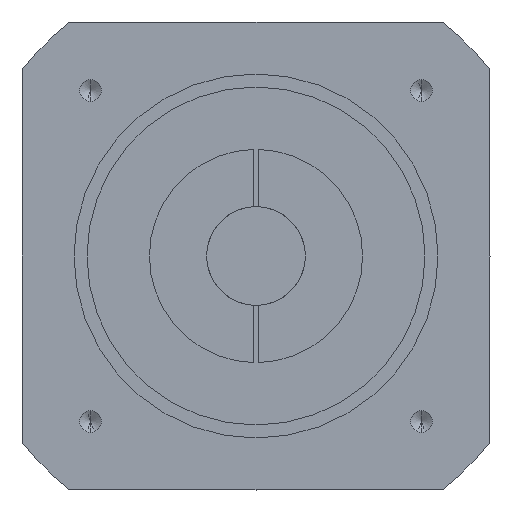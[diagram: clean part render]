
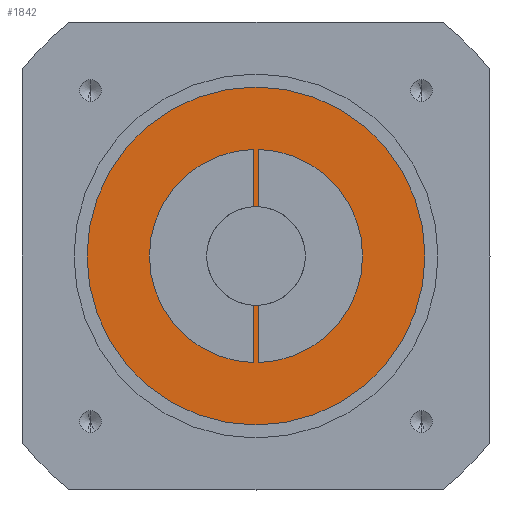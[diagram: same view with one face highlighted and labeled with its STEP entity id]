
A CAD part, front view. The second image highlights one B-rep face of the part: STEP entity #1842.
In plain terms, the highlighted planar face has unit normal (0, -1, 0).
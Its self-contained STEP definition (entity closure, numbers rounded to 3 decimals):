
#63 = CARTESIAN_POINT ( 'NONE',  ( 0., -26.5, 0. ) ) ;
#80 = PLANE ( 'NONE',  #1855 ) ;
#92 = CARTESIAN_POINT ( 'NONE',  ( 0., -26.5, -32.5 ) ) ;
#129 = VERTEX_POINT ( 'NONE', #764 ) ;
#192 = EDGE_CURVE ( 'NONE', #454, #2477, #2297, .T. ) ;
#245 = EDGE_CURVE ( 'NONE', #129, #1648, #1563, .T. ) ;
#269 = LINE ( 'NONE', #2361, #343 ) ;
#297 = DIRECTION ( 'NONE',  ( 0., 1., 0. ) ) ;
#303 = CARTESIAN_POINT ( 'NONE',  ( 0., -26.5, 0. ) ) ;
#325 = ORIENTED_EDGE ( 'NONE', *, *, #1376, .F. ) ;
#342 = CARTESIAN_POINT ( 'NONE',  ( 0., -26.5, 0. ) ) ;
#343 = VECTOR ( 'NONE', #999, 1000. ) ;
#359 = DIRECTION ( 'NONE',  ( 0., 0., 1. ) ) ;
#413 = ORIENTED_EDGE ( 'NONE', *, *, #2119, .T. ) ;
#418 = VERTEX_POINT ( 'NONE', #2960 ) ;
#424 = CIRCLE ( 'NONE', #1981, 9.5 ) ;
#436 = CARTESIAN_POINT ( 'NONE',  ( 0., -26.5, 32.5 ) ) ;
#452 = DIRECTION ( 'NONE',  ( 0., -1., 0. ) ) ;
#454 = VERTEX_POINT ( 'NONE', #2583 ) ;
#515 = VERTEX_POINT ( 'NONE', #1957 ) ;
#525 = EDGE_CURVE ( 'NONE', #418, #1208, #2936, .T. ) ;
#544 = DIRECTION ( 'NONE',  ( 0., 0., -1. ) ) ;
#573 = DIRECTION ( 'NONE',  ( 0., 0., -1. ) ) ;
#578 = CARTESIAN_POINT ( 'NONE',  ( 0.5, -26.5, 28.309 ) ) ;
#695 = ORIENTED_EDGE ( 'NONE', *, *, #525, .T. ) ;
#741 = CARTESIAN_POINT ( 'NONE',  ( 0.5, -26.5, -14.491 ) ) ;
#749 = AXIS2_PLACEMENT_3D ( 'NONE', #342, #1961, #573 ) ;
#764 = CARTESIAN_POINT ( 'NONE',  ( 0.5, -26.5, 9.487 ) ) ;
#774 = ORIENTED_EDGE ( 'NONE', *, *, #1846, .T. ) ;
#782 = CARTESIAN_POINT ( 'NONE',  ( 0., -26.5, 0. ) ) ;
#803 = ORIENTED_EDGE ( 'NONE', *, *, #1949, .T. ) ;
#826 = AXIS2_PLACEMENT_3D ( 'NONE', #1839, #452, #2068 ) ;
#833 = AXIS2_PLACEMENT_3D ( 'NONE', #63, #1199, #2796 ) ;
#882 = FACE_OUTER_BOUND ( 'NONE', #2563, .T. ) ;
#998 = CARTESIAN_POINT ( 'NONE',  ( 0., -26.5, 0. ) ) ;
#999 = DIRECTION ( 'NONE',  ( 0., 0., -1. ) ) ;
#1018 = DIRECTION ( 'NONE',  ( 0., 0., 1. ) ) ;
#1051 = ORIENTED_EDGE ( 'NONE', *, *, #192, .F. ) ;
#1060 = VERTEX_POINT ( 'NONE', #1864 ) ;
#1087 = DIRECTION ( 'NONE',  ( 0., -1., 0. ) ) ;
#1091 = CARTESIAN_POINT ( 'NONE',  ( 0., -26.5, 0. ) ) ;
#1199 = DIRECTION ( 'NONE',  ( 0., -1., 0. ) ) ;
#1202 = LINE ( 'NONE', #578, #2950 ) ;
#1208 = VERTEX_POINT ( 'NONE', #2804 ) ;
#1209 = EDGE_LOOP ( 'NONE', ( #2675, #774, #1051, #2748, #2363, #325, #803, #2239, #2025, #695 ) ) ;
#1213 = CARTESIAN_POINT ( 'NONE',  ( 14.5, -26.5, 0. ) ) ;
#1217 = CARTESIAN_POINT ( 'NONE',  ( -0.5, -26.5, 14.491 ) ) ;
#1219 = DIRECTION ( 'NONE',  ( 0., 0., 1. ) ) ;
#1262 = DIRECTION ( 'NONE',  ( 0., 0., -1. ) ) ;
#1267 = EDGE_CURVE ( 'NONE', #515, #1060, #2792, .T. ) ;
#1295 = EDGE_CURVE ( 'NONE', #418, #515, #424, .T. ) ;
#1323 = DIRECTION ( 'NONE',  ( 0., 0., 1. ) ) ;
#1376 = EDGE_CURVE ( 'NONE', #2550, #1648, #1435, .T. ) ;
#1435 = CIRCLE ( 'NONE', #2727, 14.5 ) ;
#1533 = EDGE_CURVE ( 'NONE', #2166, #1208, #1695, .T. ) ;
#1563 = LINE ( 'NONE', #2420, #2769 ) ;
#1631 = VERTEX_POINT ( 'NONE', #436 ) ;
#1648 = VERTEX_POINT ( 'NONE', #1878 ) ;
#1695 = CIRCLE ( 'NONE', #826, 14.5 ) ;
#1819 = AXIS2_PLACEMENT_3D ( 'NONE', #998, #2589, #1219 ) ;
#1839 = CARTESIAN_POINT ( 'NONE',  ( 0., -26.5, 0. ) ) ;
#1842 = ADVANCED_FACE ( 'NONE', ( #2104, #882 ), #80, .F. ) ;
#1846 = EDGE_CURVE ( 'NONE', #2166, #2477, #269, .T. ) ;
#1850 = CARTESIAN_POINT ( 'NONE',  ( -0.5, -26.5, 9.487 ) ) ;
#1855 = AXIS2_PLACEMENT_3D ( 'NONE', #1213, #297, #1927 ) ;
#1864 = CARTESIAN_POINT ( 'NONE',  ( 0.5, -26.5, -9.487 ) ) ;
#1872 = ORIENTED_EDGE ( 'NONE', *, *, #2218, .T. ) ;
#1878 = CARTESIAN_POINT ( 'NONE',  ( 0.5, -26.5, 14.491 ) ) ;
#1927 = DIRECTION ( 'NONE',  ( 0., 0., 1. ) ) ;
#1933 = DIRECTION ( 'NONE',  ( 0., -1., 0. ) ) ;
#1949 = EDGE_CURVE ( 'NONE', #2550, #1060, #1202, .T. ) ;
#1957 = CARTESIAN_POINT ( 'NONE',  ( 0., -26.5, -9.5 ) ) ;
#1961 = DIRECTION ( 'NONE',  ( 0., -1., 0. ) ) ;
#1981 = AXIS2_PLACEMENT_3D ( 'NONE', #782, #2382, #1018 ) ;
#2025 = ORIENTED_EDGE ( 'NONE', *, *, #1295, .F. ) ;
#2068 = DIRECTION ( 'NONE',  ( 0., 0., -1. ) ) ;
#2104 = FACE_BOUND ( 'NONE', #1209, .T. ) ;
#2119 = EDGE_CURVE ( 'NONE', #1631, #2173, #2741, .T. ) ;
#2166 = VERTEX_POINT ( 'NONE', #1217 ) ;
#2173 = VERTEX_POINT ( 'NONE', #92 ) ;
#2183 = DIRECTION ( 'NONE',  ( 0., 0., 1. ) ) ;
#2218 = EDGE_CURVE ( 'NONE', #2173, #1631, #2594, .T. ) ;
#2239 = ORIENTED_EDGE ( 'NONE', *, *, #1267, .F. ) ;
#2297 = CIRCLE ( 'NONE', #833, 9.5 ) ;
#2320 = VECTOR ( 'NONE', #1262, 1000. ) ;
#2361 = CARTESIAN_POINT ( 'NONE',  ( -0.5, -26.5, 28.309 ) ) ;
#2363 = ORIENTED_EDGE ( 'NONE', *, *, #245, .T. ) ;
#2382 = DIRECTION ( 'NONE',  ( 0., -1., 0. ) ) ;
#2387 = CARTESIAN_POINT ( 'NONE',  ( -0.5, -26.5, 28.309 ) ) ;
#2420 = CARTESIAN_POINT ( 'NONE',  ( 0.5, -26.5, 28.309 ) ) ;
#2456 = CARTESIAN_POINT ( 'NONE',  ( 0., -26.5, 0. ) ) ;
#2477 = VERTEX_POINT ( 'NONE', #1850 ) ;
#2545 = AXIS2_PLACEMENT_3D ( 'NONE', #303, #1933, #544 ) ;
#2550 = VERTEX_POINT ( 'NONE', #741 ) ;
#2563 = EDGE_LOOP ( 'NONE', ( #1872, #413 ) ) ;
#2583 = CARTESIAN_POINT ( 'NONE',  ( 0., -26.5, 9.5 ) ) ;
#2589 = DIRECTION ( 'NONE',  ( 0., -1., 0. ) ) ;
#2594 = CIRCLE ( 'NONE', #749, 32.5 ) ;
#2675 = ORIENTED_EDGE ( 'NONE', *, *, #1533, .F. ) ;
#2689 = DIRECTION ( 'NONE',  ( 0., 0., -1. ) ) ;
#2693 = DIRECTION ( 'NONE',  ( 0., -1., 0. ) ) ;
#2727 = AXIS2_PLACEMENT_3D ( 'NONE', #2456, #1087, #2689 ) ;
#2741 = CIRCLE ( 'NONE', #2545, 32.5 ) ;
#2748 = ORIENTED_EDGE ( 'NONE', *, *, #2829, .F. ) ;
#2769 = VECTOR ( 'NONE', #2183, 1000. ) ;
#2788 = AXIS2_PLACEMENT_3D ( 'NONE', #1091, #2693, #1323 ) ;
#2792 = CIRCLE ( 'NONE', #1819, 9.5 ) ;
#2796 = DIRECTION ( 'NONE',  ( 0., 0., 1. ) ) ;
#2804 = CARTESIAN_POINT ( 'NONE',  ( -0.5, -26.5, -14.491 ) ) ;
#2829 = EDGE_CURVE ( 'NONE', #129, #454, #2836, .T. ) ;
#2836 = CIRCLE ( 'NONE', #2788, 9.5 ) ;
#2936 = LINE ( 'NONE', #2387, #2320 ) ;
#2950 = VECTOR ( 'NONE', #359, 1000. ) ;
#2960 = CARTESIAN_POINT ( 'NONE',  ( -0.5, -26.5, -9.487 ) ) ;
